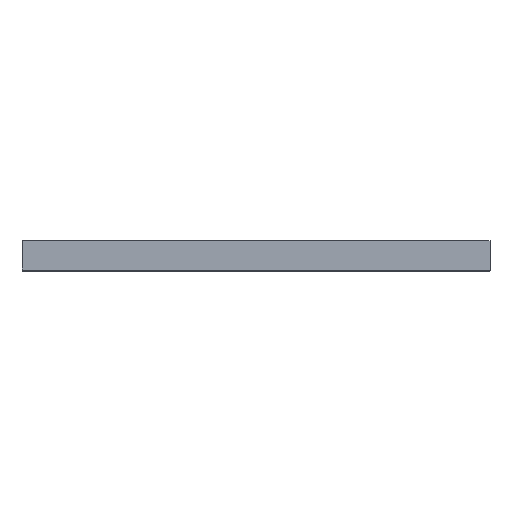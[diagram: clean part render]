
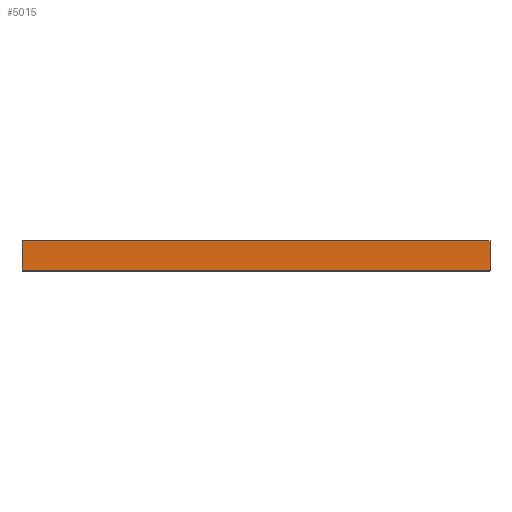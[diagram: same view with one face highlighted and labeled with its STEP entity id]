
A CAD part, top view. The second image highlights one B-rep face of the part: STEP entity #5015.
In plain terms, the highlighted planar face has unit normal (0, 0, 1).
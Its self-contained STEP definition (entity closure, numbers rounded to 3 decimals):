
#193 = PLANE ( 'NONE',  #3421 ) ;
#796 = CARTESIAN_POINT ( 'NONE',  ( 8., 1., 12. ) ) ;
#798 = ORIENTED_EDGE ( 'NONE', *, *, #4375, .T. ) ;
#840 = VERTEX_POINT ( 'NONE', #6535 ) ;
#864 = DIRECTION ( 'NONE',  ( 1., 0., 0. ) ) ;
#870 = VECTOR ( 'NONE', #864, 1000. ) ;
#945 = ORIENTED_EDGE ( 'NONE', *, *, #2268, .F. ) ;
#1068 = ORIENTED_EDGE ( 'NONE', *, *, #6852, .T. ) ;
#1259 = LINE ( 'NONE', #2726, #1581 ) ;
#1417 = ORIENTED_EDGE ( 'NONE', *, *, #2373, .F. ) ;
#1581 = VECTOR ( 'NONE', #2194, 1000. ) ;
#2156 = VERTEX_POINT ( 'NONE', #2585 ) ;
#2194 = DIRECTION ( 'NONE',  ( 1., 0., 0. ) ) ;
#2268 = EDGE_CURVE ( 'NONE', #2156, #840, #1259, .T. ) ;
#2317 = EDGE_LOOP ( 'NONE', ( #1068, #1417, #945, #798 ) ) ;
#2373 = EDGE_CURVE ( 'NONE', #840, #6205, #2897, .T. ) ;
#2585 = CARTESIAN_POINT ( 'NONE',  ( -8., 1., 12. ) ) ;
#2726 = CARTESIAN_POINT ( 'NONE',  ( -8., 1., 12. ) ) ;
#2897 = LINE ( 'NONE', #796, #5112 ) ;
#3421 = AXIS2_PLACEMENT_3D ( 'NONE', #3992, #3918, #5520 ) ;
#3918 = DIRECTION ( 'NONE',  ( 0., 0., -1. ) ) ;
#3992 = CARTESIAN_POINT ( 'NONE',  ( -8., 1., 12. ) ) ;
#4220 = DIRECTION ( 'NONE',  ( 0., -1., 0. ) ) ;
#4375 = EDGE_CURVE ( 'NONE', #2156, #6749, #4750, .T. ) ;
#4750 = LINE ( 'NONE', #5253, #6265 ) ;
#5015 = ADVANCED_FACE ( 'NONE', ( #5090 ), #193, .F. ) ;
#5090 = FACE_OUTER_BOUND ( 'NONE', #2317, .T. ) ;
#5112 = VECTOR ( 'NONE', #6192, 1000. ) ;
#5155 = CARTESIAN_POINT ( 'NONE',  ( -8., 0., 12. ) ) ;
#5253 = CARTESIAN_POINT ( 'NONE',  ( -8., 1., 12. ) ) ;
#5520 = DIRECTION ( 'NONE',  ( -1., 0., 0. ) ) ;
#5545 = CARTESIAN_POINT ( 'NONE',  ( -8., 0., 12. ) ) ;
#5988 = CARTESIAN_POINT ( 'NONE',  ( 8., 0., 12. ) ) ;
#6192 = DIRECTION ( 'NONE',  ( 0., -1., 0. ) ) ;
#6205 = VERTEX_POINT ( 'NONE', #5988 ) ;
#6265 = VECTOR ( 'NONE', #4220, 1000. ) ;
#6300 = LINE ( 'NONE', #5155, #870 ) ;
#6535 = CARTESIAN_POINT ( 'NONE',  ( 8., 1., 12. ) ) ;
#6749 = VERTEX_POINT ( 'NONE', #5545 ) ;
#6852 = EDGE_CURVE ( 'NONE', #6749, #6205, #6300, .T. ) ;
